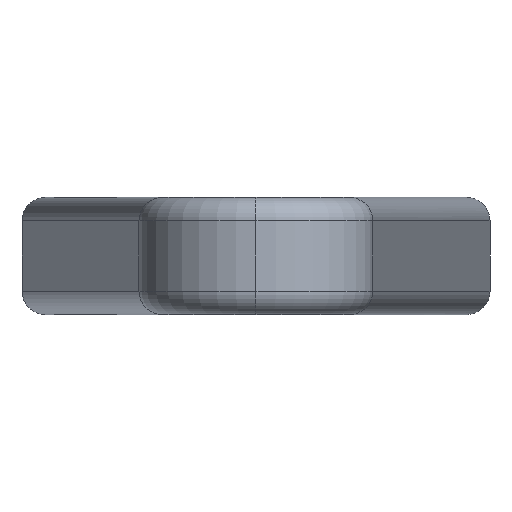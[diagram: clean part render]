
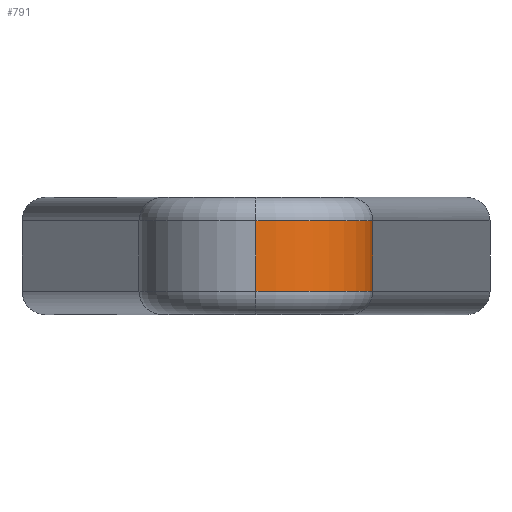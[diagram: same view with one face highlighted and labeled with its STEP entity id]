
A CAD part, left-side view. The second image highlights one B-rep face of the part: STEP entity #791.
In plain terms, the highlighted cylindrical face has radius 10 mm (diameter 20 mm), a partial arc.
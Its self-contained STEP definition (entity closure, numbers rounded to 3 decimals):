
#3 = VECTOR ( 'NONE', #1390, 1000. ) ;
#85 = VERTEX_POINT ( 'NONE', #1461 ) ;
#127 = AXIS2_PLACEMENT_3D ( 'NONE', #183, #995, #1136 ) ;
#183 = CARTESIAN_POINT ( 'NONE',  ( -114.457, 14.99, -3. ) ) ;
#249 = CARTESIAN_POINT ( 'NONE',  ( -114.457, 14.99, 5. ) ) ;
#320 = CIRCLE ( 'NONE', #517, 10. ) ;
#357 = DIRECTION ( 'NONE',  ( -1., 0., 0. ) ) ;
#456 = VERTEX_POINT ( 'NONE', #875 ) ;
#470 = ORIENTED_EDGE ( 'NONE', *, *, #782, .T. ) ;
#517 = AXIS2_PLACEMENT_3D ( 'NONE', #965, #614, #684 ) ;
#530 = EDGE_CURVE ( 'NONE', #456, #1456, #809, .T. ) ;
#614 = DIRECTION ( 'NONE',  ( 0., 0., -1. ) ) ;
#621 = DIRECTION ( 'NONE',  ( 0., 0., -1. ) ) ;
#684 = DIRECTION ( 'NONE',  ( -1., 0., 0. ) ) ;
#694 = CYLINDRICAL_SURFACE ( 'NONE', #1449, 10. ) ;
#707 = EDGE_CURVE ( 'NONE', #85, #1456, #1039, .T. ) ;
#715 = CARTESIAN_POINT ( 'NONE',  ( -114.891, 4.999, 5. ) ) ;
#749 = VECTOR ( 'NONE', #621, 1000. ) ;
#777 = CARTESIAN_POINT ( 'NONE',  ( -124.457, 14.99, 3. ) ) ;
#782 = EDGE_CURVE ( 'NONE', #85, #1118, #320, .T. ) ;
#787 = ORIENTED_EDGE ( 'NONE', *, *, #707, .F. ) ;
#791 = ADVANCED_FACE ( 'NONE', ( #815 ), #694, .T. ) ;
#809 = CIRCLE ( 'NONE', #127, 10. ) ;
#815 = FACE_OUTER_BOUND ( 'NONE', #1326, .T. ) ;
#875 = CARTESIAN_POINT ( 'NONE',  ( -124.457, 14.99, -3. ) ) ;
#943 = ORIENTED_EDGE ( 'NONE', *, *, #1463, .T. ) ;
#946 = CARTESIAN_POINT ( 'NONE',  ( -114.891, 4.999, -3. ) ) ;
#965 = CARTESIAN_POINT ( 'NONE',  ( -114.457, 14.99, 3. ) ) ;
#995 = DIRECTION ( 'NONE',  ( 0., 0., 1. ) ) ;
#996 = ORIENTED_EDGE ( 'NONE', *, *, #530, .T. ) ;
#1039 = LINE ( 'NONE', #715, #3 ) ;
#1118 = VERTEX_POINT ( 'NONE', #777 ) ;
#1136 = DIRECTION ( 'NONE',  ( -1., 0., 0. ) ) ;
#1276 = DIRECTION ( 'NONE',  ( 0., 0., -1. ) ) ;
#1326 = EDGE_LOOP ( 'NONE', ( #470, #943, #996, #787 ) ) ;
#1390 = DIRECTION ( 'NONE',  ( 0., 0., -1. ) ) ;
#1395 = LINE ( 'NONE', #1414, #749 ) ;
#1414 = CARTESIAN_POINT ( 'NONE',  ( -124.457, 14.99, 5. ) ) ;
#1449 = AXIS2_PLACEMENT_3D ( 'NONE', #249, #1276, #357 ) ;
#1456 = VERTEX_POINT ( 'NONE', #946 ) ;
#1461 = CARTESIAN_POINT ( 'NONE',  ( -114.891, 4.999, 3. ) ) ;
#1463 = EDGE_CURVE ( 'NONE', #1118, #456, #1395, .T. ) ;
